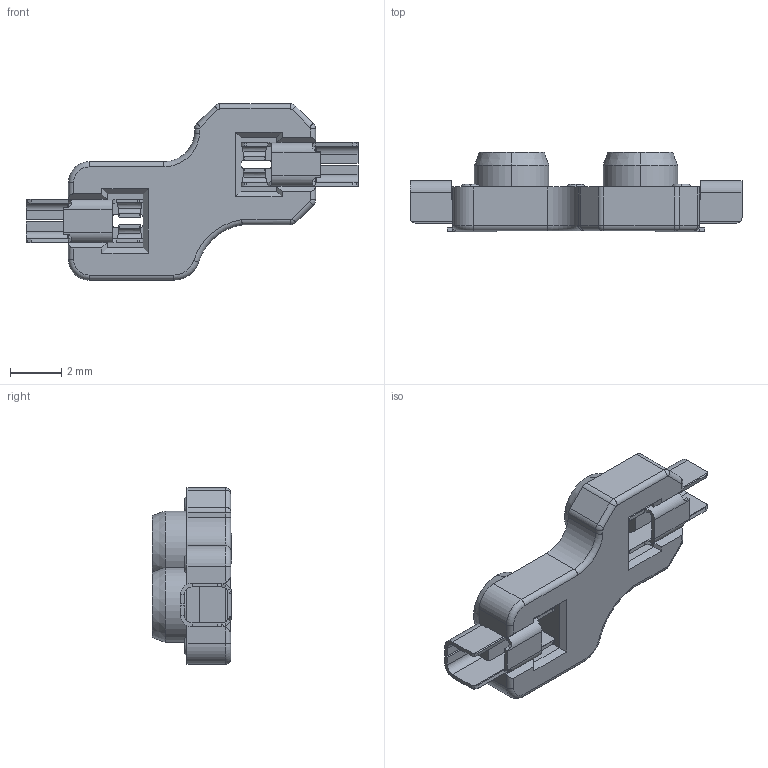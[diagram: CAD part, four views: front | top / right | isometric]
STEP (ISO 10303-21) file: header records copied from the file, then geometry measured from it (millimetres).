
FILE_DESCRIPTION (( 'STEP AP214' ), '1' );
FILE_NAME ('PG1350.STEP', '2018-04-28T04:09:56', ( '' ), ( '' ), 'SwSTEP 2.0', 'SolidWorks 2018', '' );
FILE_SCHEMA (( 'AUTOMOTIVE_DESIGN' ));
Length unit declared in the file: millimetre
Products named in the file (3): PG1350; socket; pin
Assembly tree (3 placements, depth 2):
  PG1350
    pin  x2
    socket
Bounding box: 12.9 x 3.09 x 6.85 mm (x, y, z)
Volume: 76.3 mm3; surface area: 273.7 mm2
Topology: 3 solids, 3 shells, 323 faces, 783 edges, 471 vertices
Faces by surface type: plane 179, cylinder 83, bspline 28, torus 21, cone 12
Entity records: 6801 total; most frequent: CARTESIAN_POINT 1477, ORIENTED_EDGE 1098, DIRECTION 1071, EDGE_CURVE 549, AXIS2_PLACEMENT_3D 373, VERTEX_POINT 331, VECTOR 325, LINE 325
